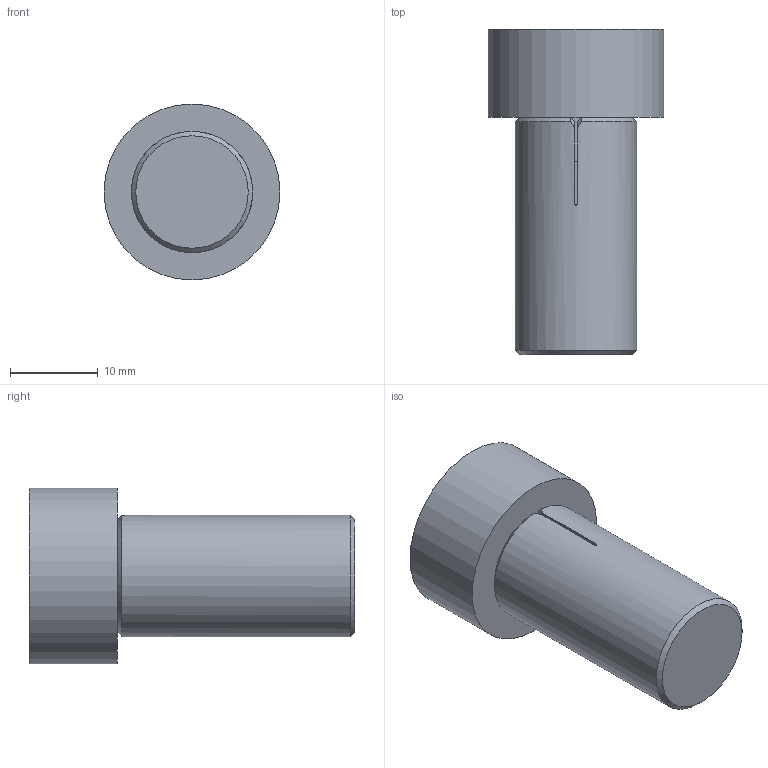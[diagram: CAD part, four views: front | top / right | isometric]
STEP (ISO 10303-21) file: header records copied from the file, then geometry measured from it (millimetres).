
FILE_DESCRIPTION(/* description */ (''),/* implementation_level */ '2;1');
FILE_NAME(/* name */ 'sensor mount v6.step',/* time_stamp */ '2023-07-11T03:32:05+02:00',/* author */ (''),/* organization */ (''),/* preprocessor_version */ 'ST-DEVELOPER v19.2',/* originating_system */ 'Autodesk Translation Framework v12.6.0.85',/* authorisation */ '');
FILE_SCHEMA (('AUTOMOTIVE_DESIGN { 1 0 10303 214 3 1 1 }'));
Length unit declared in the file: millimetre
Products named in the file (2): sensor mount; Cap
Assembly tree (1 placements, depth 2):
  sensor mount
    Cap
Bounding box: 20 x 37 x 20 mm (x, y, z)
Volume: 5241.8 mm3; surface area: 3875.9 mm2
Topology: 2 solids, 2 shells, 23 faces, 55 edges, 37 vertices
Faces by surface type: plane 10, cylinder 6, bspline 4, cone 3
Full cylindrical faces by diameter (mm): 6 x1, 9.8 x1, 10 x1, 13.8 x1, 20 x1
Entity records: 840 total; most frequent: CARTESIAN_POINT 292, ORIENTED_EDGE 110, DIRECTION 90, EDGE_CURVE 55, VERTEX_POINT 37, AXIS2_PLACEMENT_3D 37, EDGE_LOOP 26, FACE_OUTER_BOUND 23
